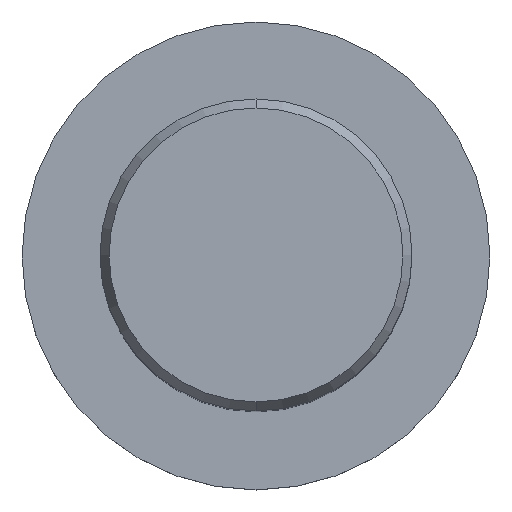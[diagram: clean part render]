
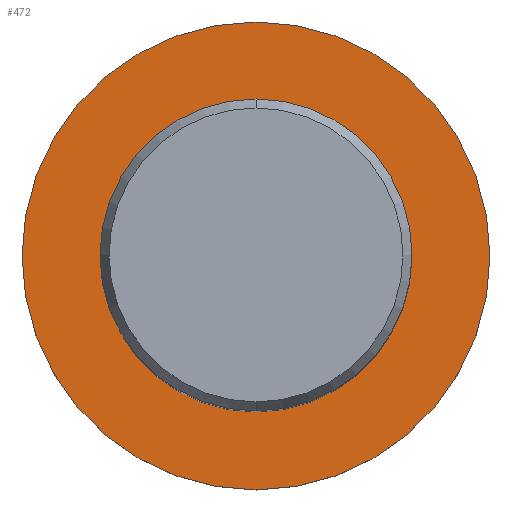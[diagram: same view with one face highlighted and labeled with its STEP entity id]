
A CAD part, top view. The second image highlights one B-rep face of the part: STEP entity #472.
In plain terms, the highlighted planar face has unit normal (0, 0, 1).
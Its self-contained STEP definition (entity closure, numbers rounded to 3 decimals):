
#280=EDGE_CURVE('',#474,#502,#618,.T.);
#322=VERTEX_POINT('',#664);
#396=EDGE_CURVE('',#502,#474,#744,.T.);
#432=EDGE_CURVE('',#322,#434,#782,.T.);
#434=VERTEX_POINT('',#784);
#472=ADVANCED_FACE('',(#829,#830),#831,.T.);
#474=VERTEX_POINT('',#833);
#494=EDGE_CURVE('',#434,#322,#857,.T.);
#502=VERTEX_POINT('',#866);
#618=CIRCLE('',#1072,16.0);
#664=CARTESIAN_POINT('',(0.,-24.0,-60.0));
#744=CIRCLE('',#1363,16.0);
#782=CIRCLE('',#1440,24.0);
#784=CARTESIAN_POINT('',(0.0,24.0,-60.0));
#829=FACE_BOUND('',#1519,.T.);
#830=FACE_OUTER_BOUND('',#1520,.T.);
#831=PLANE('',#1521);
#833=CARTESIAN_POINT('',(0.,-16.0,-60.0));
#857=CIRCLE('',#1589,24.0);
#866=CARTESIAN_POINT('',(0.0,16.0,-60.0));
#1072=AXIS2_PLACEMENT_3D('',#1701,#1702,#1703);
#1363=AXIS2_PLACEMENT_3D('',#1834,#1835,#1836);
#1440=AXIS2_PLACEMENT_3D('',#1866,#1867,#1868);
#1519=EDGE_LOOP('',(#1950,#1951));
#1520=EDGE_LOOP('',(#1952,#1953));
#1521=AXIS2_PLACEMENT_3D('',#1954,#1955,#1956);
#1589=AXIS2_PLACEMENT_3D('',#1992,#1993,#1994);
#1701=CARTESIAN_POINT('',(0.0,0.0,-60.0));
#1702=DIRECTION('',(-0.0,0.0,-1.0));
#1703=DIRECTION('',(0.0,1.0,0.0));
#1834=CARTESIAN_POINT('',(0.0,0.0,-60.0));
#1835=DIRECTION('',(-0.0,0.0,-1.0));
#1836=DIRECTION('',(0.0,1.0,0.0));
#1866=CARTESIAN_POINT('',(0.0,0.0,-60.0));
#1867=DIRECTION('',(0.0,0.0,-1.0));
#1868=DIRECTION('',(0.0,1.0,0.0));
#1950=ORIENTED_EDGE('',*,*,#396,.T.);
#1951=ORIENTED_EDGE('',*,*,#280,.T.);
#1952=ORIENTED_EDGE('',*,*,#494,.F.);
#1953=ORIENTED_EDGE('',*,*,#432,.F.);
#1954=CARTESIAN_POINT('',(0.0,12.0,-60.0));
#1955=DIRECTION('',(-0.0,0.0,1.0));
#1956=DIRECTION('',(0.0,-1.0,0.0));
#1992=CARTESIAN_POINT('',(0.0,0.0,-60.0));
#1993=DIRECTION('',(0.0,0.0,-1.0));
#1994=DIRECTION('',(0.0,1.0,0.0));
